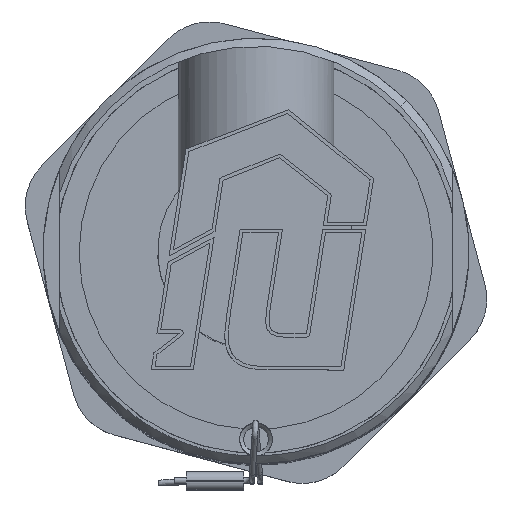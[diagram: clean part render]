
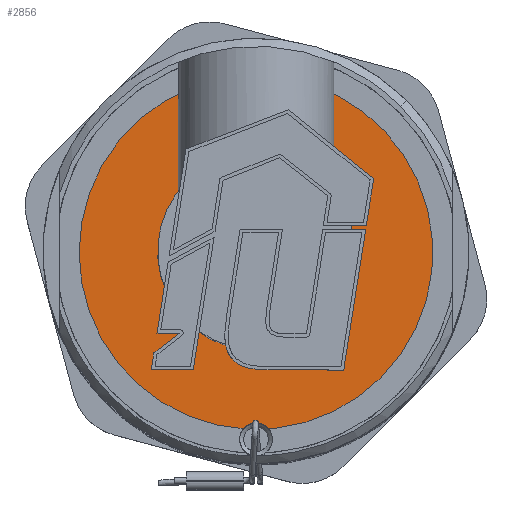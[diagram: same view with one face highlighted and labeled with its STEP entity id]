
A CAD part, top view. The second image highlights one B-rep face of the part: STEP entity #2856.
In plain terms, the highlighted planar face has unit normal (0, 0, -1).
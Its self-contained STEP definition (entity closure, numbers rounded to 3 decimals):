
#2831=CARTESIAN_POINT('',(16.263,16.263,-12.5));
#2832=DIRECTION('',(0.,-0.,-1.));
#2833=DIRECTION('',(-0.707,0.707,-0.));
#2834=AXIS2_PLACEMENT_3D('',#2831,#2832,#2833);
#2835=PLANE('',#2834);
#2836=CARTESIAN_POINT('',(15.274,-15.274,-12.5));
#2837=VERTEX_POINT('',#2836);
#2838=CARTESIAN_POINT('',(-21.6,-0.,-12.5));
#2839=VERTEX_POINT('',#2838);
#2840=CARTESIAN_POINT('',(0.,0.,-12.5));
#2841=DIRECTION('',(-0.,0.,1.));
#2842=DIRECTION('',(-1.,0.,-0.));
#2843=AXIS2_PLACEMENT_3D('',#2840,#2841,#2842);
#2844=CIRCLE('',#2843,21.6);
#2845=EDGE_CURVE('',#2837,#2839,#2844,.T.);
#2846=ORIENTED_EDGE('',*,*,#2845,.F.);
#2847=CARTESIAN_POINT('',(0.,0.,-12.5));
#2848=DIRECTION('',(-0.,0.,1.));
#2849=DIRECTION('',(-1.,0.,-0.));
#2850=AXIS2_PLACEMENT_3D('',#2847,#2848,#2849);
#2851=CIRCLE('',#2850,21.6);
#2852=EDGE_CURVE('',#2839,#2837,#2851,.T.);
#2853=ORIENTED_EDGE('',*,*,#2852,.F.);
#2854=EDGE_LOOP('',(#2846,#2853));
#2855=FACE_BOUND('',#2854,.T.);
#2856=ADVANCED_FACE('NONE',(#2855),#2835,.T.);
